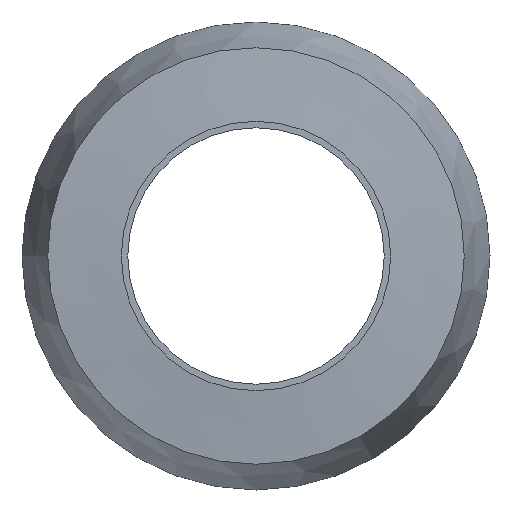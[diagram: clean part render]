
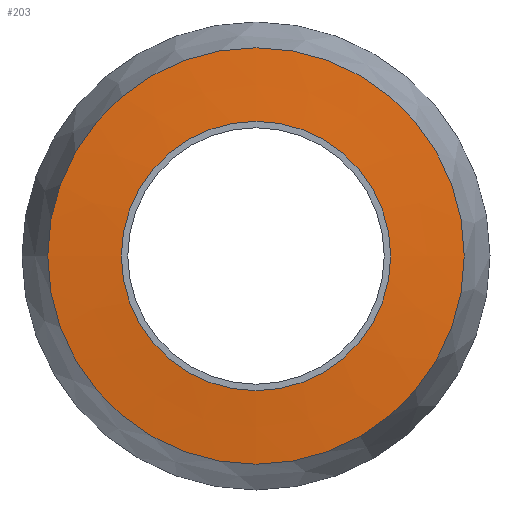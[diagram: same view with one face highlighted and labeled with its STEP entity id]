
A CAD part, left-side view. The second image highlights one B-rep face of the part: STEP entity #203.
In plain terms, the highlighted conical face has half-angle 85 degrees and reference radius 13.37 mm.
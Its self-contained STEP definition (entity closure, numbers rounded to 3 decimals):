
#169=CARTESIAN_POINT('',(-18.,10.5,0.0));
#170=VERTEX_POINT('',#169);
#171=CARTESIAN_POINT('',(-18.,0.0,0.0));
#172=DIRECTION('',(1.0,0.0,0.0));
#173=DIRECTION('',(0.0,1.0,0.0));
#174=AXIS2_PLACEMENT_3D('',#171,#172,#173);
#175=CIRCLE('',#174,10.5);
#176=EDGE_CURVE('',#170,#170,#175,.T.);
#184=CARTESIAN_POINT('',(-17.749,0.0,0.0));
#185=DIRECTION('',(1.0,0.0,0.0));
#186=DIRECTION('',(0.0,1.0,0.0));
#187=AXIS2_PLACEMENT_3D('',#184,#185,#186);
#188=CONICAL_SURFACE('',#187,13.37,85.0);
#189=CARTESIAN_POINT('',(-17.498,16.241,0.0));
#190=VERTEX_POINT('',#189);
#191=CARTESIAN_POINT('',(-17.498,0.0,0.0));
#192=DIRECTION('',(1.0,0.0,0.0));
#193=DIRECTION('',(0.0,1.0,0.0));
#194=AXIS2_PLACEMENT_3D('',#191,#192,#193);
#195=CIRCLE('',#194,16.241);
#196=EDGE_CURVE('',#190,#190,#195,.T.);
#197=ORIENTED_EDGE('',*,*,#196,.F.);
#198=EDGE_LOOP('',(#197));
#199=FACE_OUTER_BOUND('',#198,.T.);
#200=ORIENTED_EDGE('',*,*,#176,.T.);
#201=EDGE_LOOP('',(#200));
#202=FACE_BOUND('',#201,.T.);
#203=ADVANCED_FACE('',(#199,#202),#188,.T.);
